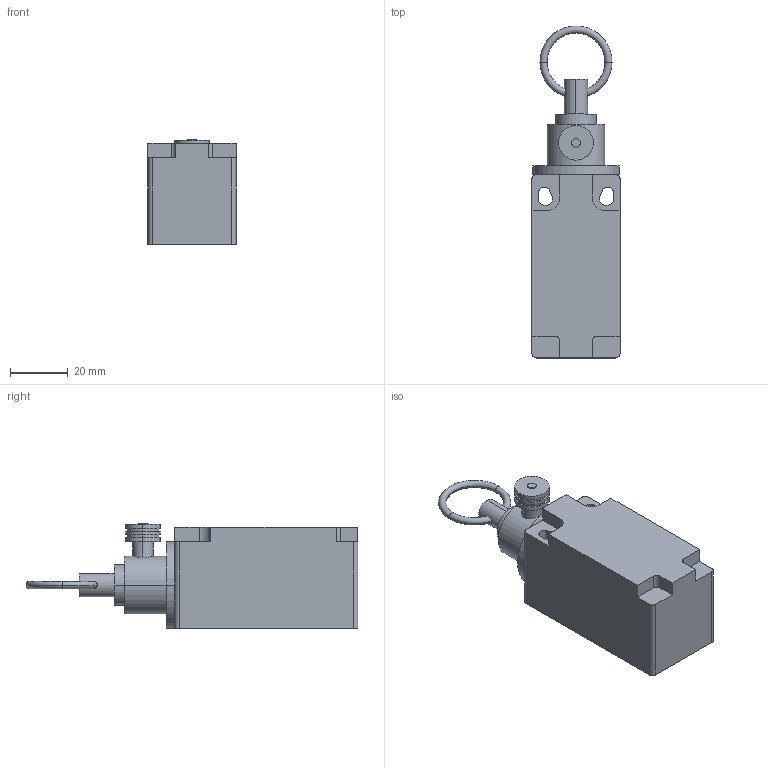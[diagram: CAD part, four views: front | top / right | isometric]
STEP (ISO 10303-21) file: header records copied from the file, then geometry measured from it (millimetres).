
FILE_DESCRIPTION((''),'2;1');
FILE_NAME('3d_RS131310.stp','2012-10-03T08:29:06',(''),(''),'Mechanical Desktop 2011','Mechanical Desktop 2011',', , ');
FILE_SCHEMA(('CONFIG_CONTROL_DESIGN'));
Length unit declared in the file: millimetre
Products named in the file (1): Product
Bounding box: 30.5 x 115 x 36.3 mm (x, y, z)
Volume: 73307.3 mm3; surface area: 16618.7 mm2
Topology: 6 solids, 6 shells, 79 faces, 208 edges, 170 vertices
Faces by surface type: plane 39, cylinder 36, torus 4
Entity records: 2638 total; most frequent: CARTESIAN_POINT 566, DIRECTION 438, ORIENTED_EDGE 364, EDGE_CURVE 182, AXIS2_PLACEMENT_3D 156, VECTOR 126, LINE 126, VERTEX_POINT 120
